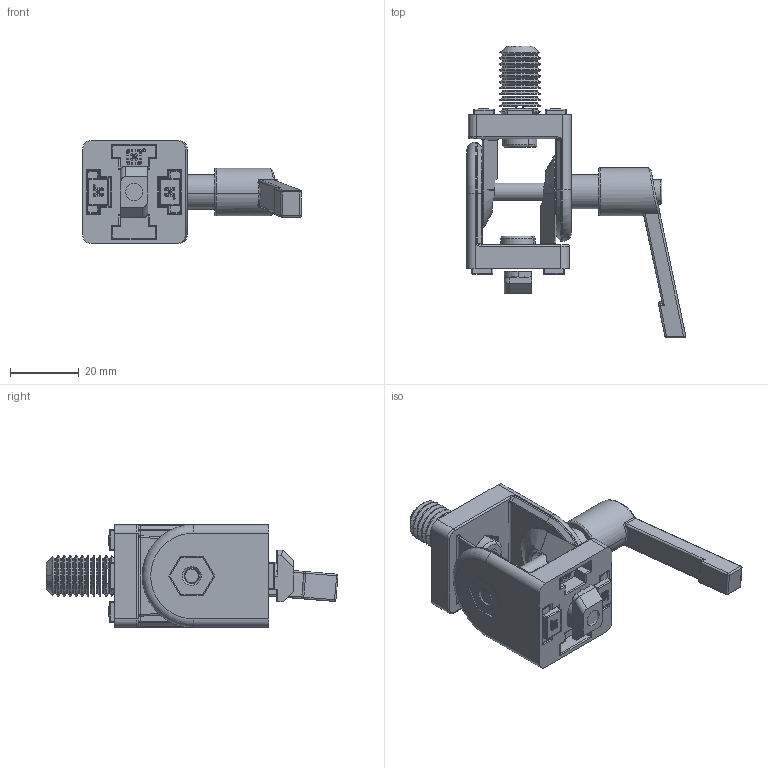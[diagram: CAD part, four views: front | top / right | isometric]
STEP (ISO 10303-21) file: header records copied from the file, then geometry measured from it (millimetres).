
FILE_DESCRIPTION (( 'STEP AP203' ), '1' );
FILE_NAME ('8.32.3030C.RH.STEP', '2014-11-06T01:30:48', ( 'USER' ), ( 'Microsoft' ), 'SwSTEP 2.0', 'SolidWorks 2012', '' );
FILE_SCHEMA (( 'CONFIG_CONTROL_DESIGN' ));
Length unit declared in the file: millimetre
Products named in the file (1): 8.32.3030C.RH
Bounding box: 63.81 x 85.14 x 30 mm (x, y, z)
Surface area: 17630.3 mm2 (no closed solid volume)
Topology: 0 solids, 31 shells, 1030 faces, 3793 edges, 2644 vertices
Faces by surface type: plane 438, cylinder 386, torus 78, cone 67, sphere 38, bspline 23
Entity records: 40752 total; most frequent: CARTESIAN_POINT 9516, DIRECTION 6524, ORIENTED_EDGE 5776, EDGE_CURVE 3747, VERTEX_POINT 2644, LINE 2426, VECTOR 2426, AXIS2_PLACEMENT_3D 2049
